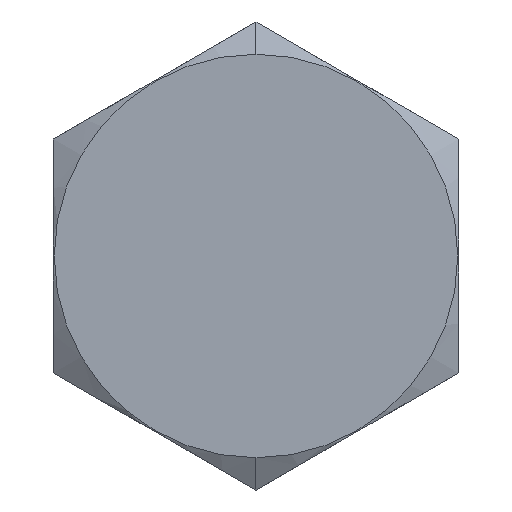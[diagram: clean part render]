
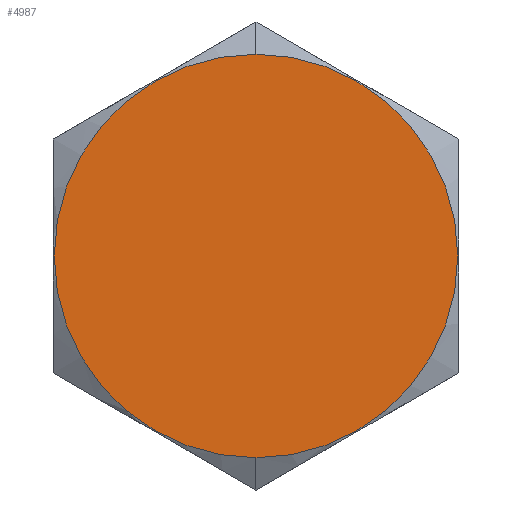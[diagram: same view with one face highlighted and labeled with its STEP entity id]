
A CAD part, left-side view. The second image highlights one B-rep face of the part: STEP entity #4987.
In plain terms, the highlighted planar face has unit normal (-1, 0, 0).
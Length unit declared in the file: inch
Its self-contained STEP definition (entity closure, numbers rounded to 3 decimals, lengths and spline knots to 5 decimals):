
#390 = EDGE_CURVE ( 'NONE', #3683, #5436, #543, .T. ) ;
#543 = CIRCLE ( 'NONE', #5061, 0.56 ) ;
#566 = PLANE ( 'NONE',  #7497 ) ;
#697 = DIRECTION ( 'NONE',  ( -1., 0., 0. ) ) ;
#769 = EDGE_LOOP ( 'NONE', ( #6685, #3056 ) ) ;
#1164 = DIRECTION ( 'NONE',  ( 1., 0., 0. ) ) ;
#1250 = CARTESIAN_POINT ( 'NONE',  ( -1.6, 0., 0. ) ) ;
#1365 = DIRECTION ( 'NONE',  ( -1., 0., 0. ) ) ;
#2440 = FACE_OUTER_BOUND ( 'NONE', #769, .T. ) ;
#3056 = ORIENTED_EDGE ( 'NONE', *, *, #4683, .T. ) ;
#3683 = VERTEX_POINT ( 'NONE', #6659 ) ;
#3693 = CARTESIAN_POINT ( 'NONE',  ( -1.6, 0.5625, 0.32476 ) ) ;
#4339 = CARTESIAN_POINT ( 'NONE',  ( -1.6, 0., -0.56 ) ) ;
#4683 = EDGE_CURVE ( 'NONE', #5436, #3683, #6414, .T. ) ;
#4830 = AXIS2_PLACEMENT_3D ( 'NONE', #5111, #1365, #5673 ) ;
#4973 = DIRECTION ( 'NONE',  ( 0., 0., 1. ) ) ;
#4987 = ADVANCED_FACE ( 'NONE', ( #2440 ), #566, .F. ) ;
#5061 = AXIS2_PLACEMENT_3D ( 'NONE', #1250, #697, #4973 ) ;
#5111 = CARTESIAN_POINT ( 'NONE',  ( -1.6, 0., 0. ) ) ;
#5436 = VERTEX_POINT ( 'NONE', #4339 ) ;
#5673 = DIRECTION ( 'NONE',  ( 0., 0., 1. ) ) ;
#6414 = CIRCLE ( 'NONE', #4830, 0.56 ) ;
#6659 = CARTESIAN_POINT ( 'NONE',  ( -1.6, 0., 0.56 ) ) ;
#6685 = ORIENTED_EDGE ( 'NONE', *, *, #390, .T. ) ;
#7409 = DIRECTION ( 'NONE',  ( 0., 0., -1. ) ) ;
#7497 = AXIS2_PLACEMENT_3D ( 'NONE', #3693, #1164, #7409 ) ;
